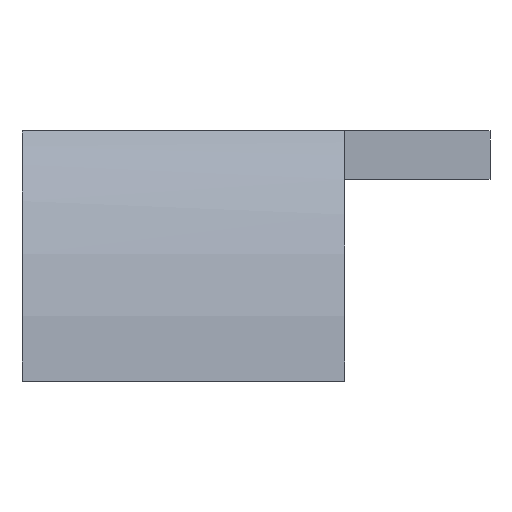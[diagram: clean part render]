
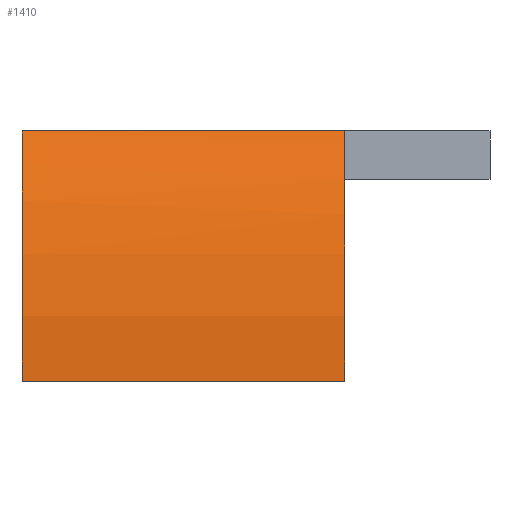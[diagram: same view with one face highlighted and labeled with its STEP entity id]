
A CAD part, left-side view. The second image highlights one B-rep face of the part: STEP entity #1410.
In plain terms, the highlighted face is a extrusion surface.
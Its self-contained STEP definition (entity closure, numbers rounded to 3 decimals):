
#195 = VERTEX_POINT('',#196);
#196 = CARTESIAN_POINT('',(-6.999,9.,5.));
#210 = PLANE('',#211);
#211 = AXIS2_PLACEMENT_3D('',#212,#213,#214);
#212 = CARTESIAN_POINT('',(0.,9.,1.312));
#213 = DIRECTION('',(0.,1.,0.));
#214 = DIRECTION('',(0.,0.,1.));
#238 = PLANE('',#239);
#239 = AXIS2_PLACEMENT_3D('',#240,#241,#242);
#240 = CARTESIAN_POINT('',(13.,9.,5.));
#241 = DIRECTION('',(0.,-1.,0.));
#242 = DIRECTION('',(-1.,0.,0.));
#482 = VERTEX_POINT('',#483);
#483 = CARTESIAN_POINT('',(-4.642,9.,8.));
#497 = PLANE('',#498);
#498 = AXIS2_PLACEMENT_3D('',#499,#500,#501);
#499 = CARTESIAN_POINT('',(4.642,9.,8.));
#500 = DIRECTION('',(0.,0.,1.));
#501 = DIRECTION('',(-1.,0.,0.));
#652 = PLANE('',#653);
#653 = AXIS2_PLACEMENT_3D('',#654,#655,#656);
#654 = CARTESIAN_POINT('',(0.,29.,1.312));
#655 = DIRECTION('',(0.,1.,0.));
#656 = DIRECTION('',(0.,0.,1.));
#861 = VERTEX_POINT('',#862);
#862 = CARTESIAN_POINT('',(-10.,9.,-7.5));
#876 = PLANE('',#877);
#877 = AXIS2_PLACEMENT_3D('',#878,#879,#880);
#878 = CARTESIAN_POINT('',(-9.,9.,-7.5));
#879 = DIRECTION('',(0.,0.,1.));
#880 = DIRECTION('',(-1.,0.,0.));
#888 = EDGE_CURVE('',#861,#195,#889,.T.);
#889 = SURFACE_CURVE('',#890,(#895,#902),.PCURVE_S1.);
#890 = ELLIPSE('',#891,17.5,10.);
#891 = AXIS2_PLACEMENT_3D('',#892,#893,#894);
#892 = CARTESIAN_POINT('',(0.,9.,-7.5));
#893 = DIRECTION('',(0.,1.,0.));
#894 = DIRECTION('',(0.,0.,1.));
#895 = PCURVE('',#210,#896);
#896 = DEFINITIONAL_REPRESENTATION('',(#897),#901);
#897 = ELLIPSE('',#898,17.5,10.);
#898 = AXIS2_PLACEMENT_2D('',#899,#900);
#899 = CARTESIAN_POINT('',(-8.812,0.));
#900 = DIRECTION('',(1.,0.));
#901 = ( GEOMETRIC_REPRESENTATION_CONTEXT(2) 
PARAMETRIC_REPRESENTATION_CONTEXT() REPRESENTATION_CONTEXT('2D SPACE',''
  ) );
#902 = PCURVE('',#903,#911);
#903 = SURFACE_OF_LINEAR_EXTRUSION('',#904,#909);
#904 = ELLIPSE('',#905,17.5,10.);
#905 = AXIS2_PLACEMENT_3D('',#906,#907,#908);
#906 = CARTESIAN_POINT('',(0.,9.,-7.5));
#907 = DIRECTION('',(0.,1.,0.));
#908 = DIRECTION('',(0.,0.,1.));
#909 = VECTOR('',#910,1.);
#910 = DIRECTION('',(0.,-1.,0.));
#911 = DEFINITIONAL_REPRESENTATION('',(#912),#916);
#912 = LINE('',#913,#914);
#913 = CARTESIAN_POINT('',(0.,0.));
#914 = VECTOR('',#915,1.);
#915 = DIRECTION('',(1.,0.));
#916 = ( GEOMETRIC_REPRESENTATION_CONTEXT(2) 
PARAMETRIC_REPRESENTATION_CONTEXT() REPRESENTATION_CONTEXT('2D SPACE',''
  ) );
#921 = EDGE_CURVE('',#195,#482,#922,.T.);
#922 = SURFACE_CURVE('',#923,(#928,#939),.PCURVE_S1.);
#923 = ELLIPSE('',#924,17.5,10.);
#924 = AXIS2_PLACEMENT_3D('',#925,#926,#927);
#925 = CARTESIAN_POINT('',(0.,9.,-7.5));
#926 = DIRECTION('',(0.,1.,0.));
#927 = DIRECTION('',(0.,0.,1.));
#928 = PCURVE('',#238,#929);
#929 = DEFINITIONAL_REPRESENTATION('',(#930),#938);
#930 = ( BOUNDED_CURVE() B_SPLINE_CURVE(2,(#931,#932,#933,#934,#935,#936
,#937),.UNSPECIFIED.,.T.,.F.) B_SPLINE_CURVE_WITH_KNOTS((1,2,2,2,2,1),(
    -2.094,0.,2.094,4.189,6.283,
8.378),.UNSPECIFIED.) CURVE() GEOMETRIC_REPRESENTATION_ITEM() 
RATIONAL_B_SPLINE_CURVE((1.,0.5,1.,0.5,1.,0.5,1.)) REPRESENTATION_ITEM(
  '') );
#931 = CARTESIAN_POINT('',(13.,-5.));
#932 = CARTESIAN_POINT('',(-4.321,-5.));
#933 = CARTESIAN_POINT('',(4.34,21.25));
#934 = CARTESIAN_POINT('',(13.,47.5));
#935 = CARTESIAN_POINT('',(21.66,21.25));
#936 = CARTESIAN_POINT('',(30.321,-5.));
#937 = CARTESIAN_POINT('',(13.,-5.));
#938 = ( GEOMETRIC_REPRESENTATION_CONTEXT(2) 
PARAMETRIC_REPRESENTATION_CONTEXT() REPRESENTATION_CONTEXT('2D SPACE',''
  ) );
#939 = PCURVE('',#903,#940);
#940 = DEFINITIONAL_REPRESENTATION('',(#941),#945);
#941 = LINE('',#942,#943);
#942 = CARTESIAN_POINT('',(0.,0.));
#943 = VECTOR('',#944,1.);
#944 = DIRECTION('',(1.,0.));
#945 = ( GEOMETRIC_REPRESENTATION_CONTEXT(2) 
PARAMETRIC_REPRESENTATION_CONTEXT() REPRESENTATION_CONTEXT('2D SPACE',''
  ) );
#1135 = VERTEX_POINT('',#1136);
#1136 = CARTESIAN_POINT('',(-4.642,29.,8.));
#1157 = EDGE_CURVE('',#482,#1135,#1158,.T.);
#1158 = SURFACE_CURVE('',#1159,(#1163,#1170),.PCURVE_S1.);
#1159 = LINE('',#1160,#1161);
#1160 = CARTESIAN_POINT('',(-4.642,9.,8.));
#1161 = VECTOR('',#1162,1.);
#1162 = DIRECTION('',(0.,1.,0.));
#1163 = PCURVE('',#497,#1164);
#1164 = DEFINITIONAL_REPRESENTATION('',(#1165),#1169);
#1165 = LINE('',#1166,#1167);
#1166 = CARTESIAN_POINT('',(9.285,0.));
#1167 = VECTOR('',#1168,1.);
#1168 = DIRECTION('',(0.,-1.));
#1169 = ( GEOMETRIC_REPRESENTATION_CONTEXT(2) 
PARAMETRIC_REPRESENTATION_CONTEXT() REPRESENTATION_CONTEXT('2D SPACE',''
  ) );
#1170 = PCURVE('',#903,#1171);
#1171 = DEFINITIONAL_REPRESENTATION('',(#1172),#1176);
#1172 = LINE('',#1173,#1174);
#1173 = CARTESIAN_POINT('',(5.8,0.));
#1174 = VECTOR('',#1175,1.);
#1175 = DIRECTION('',(0.,-1.));
#1176 = ( GEOMETRIC_REPRESENTATION_CONTEXT(2) 
PARAMETRIC_REPRESENTATION_CONTEXT() REPRESENTATION_CONTEXT('2D SPACE',''
  ) );
#1329 = EDGE_CURVE('',#1330,#1135,#1332,.T.);
#1330 = VERTEX_POINT('',#1331);
#1331 = CARTESIAN_POINT('',(-10.,29.,-7.5));
#1332 = SURFACE_CURVE('',#1333,(#1338,#1345),.PCURVE_S1.);
#1333 = ELLIPSE('',#1334,17.5,10.);
#1334 = AXIS2_PLACEMENT_3D('',#1335,#1336,#1337);
#1335 = CARTESIAN_POINT('',(0.,29.,-7.5));
#1336 = DIRECTION('',(0.,1.,0.));
#1337 = DIRECTION('',(0.,0.,1.));
#1338 = PCURVE('',#652,#1339);
#1339 = DEFINITIONAL_REPRESENTATION('',(#1340),#1344);
#1340 = ELLIPSE('',#1341,17.5,10.);
#1341 = AXIS2_PLACEMENT_2D('',#1342,#1343);
#1342 = CARTESIAN_POINT('',(-8.812,0.));
#1343 = DIRECTION('',(1.,0.));
#1344 = ( GEOMETRIC_REPRESENTATION_CONTEXT(2) 
PARAMETRIC_REPRESENTATION_CONTEXT() REPRESENTATION_CONTEXT('2D SPACE',''
  ) );
#1345 = PCURVE('',#903,#1346);
#1346 = DEFINITIONAL_REPRESENTATION('',(#1347),#1351);
#1347 = LINE('',#1348,#1349);
#1348 = CARTESIAN_POINT('',(0.,-20.));
#1349 = VECTOR('',#1350,1.);
#1350 = DIRECTION('',(1.,0.));
#1351 = ( GEOMETRIC_REPRESENTATION_CONTEXT(2) 
PARAMETRIC_REPRESENTATION_CONTEXT() REPRESENTATION_CONTEXT('2D SPACE',''
  ) );
#1410 = ADVANCED_FACE('',(#1411),#903,.F.);
#1411 = FACE_BOUND('',#1412,.F.);
#1412 = EDGE_LOOP('',(#1413,#1434,#1435,#1436,#1437));
#1413 = ORIENTED_EDGE('',*,*,#1414,.T.);
#1414 = EDGE_CURVE('',#861,#1330,#1415,.T.);
#1415 = SURFACE_CURVE('',#1416,(#1420,#1427),.PCURVE_S1.);
#1416 = LINE('',#1417,#1418);
#1417 = CARTESIAN_POINT('',(-10.,9.,-7.5));
#1418 = VECTOR('',#1419,1.);
#1419 = DIRECTION('',(0.,1.,0.));
#1420 = PCURVE('',#903,#1421);
#1421 = DEFINITIONAL_REPRESENTATION('',(#1422),#1426);
#1422 = LINE('',#1423,#1424);
#1423 = CARTESIAN_POINT('',(4.712,0.));
#1424 = VECTOR('',#1425,1.);
#1425 = DIRECTION('',(0.,-1.));
#1426 = ( GEOMETRIC_REPRESENTATION_CONTEXT(2) 
PARAMETRIC_REPRESENTATION_CONTEXT() REPRESENTATION_CONTEXT('2D SPACE',''
  ) );
#1427 = PCURVE('',#876,#1428);
#1428 = DEFINITIONAL_REPRESENTATION('',(#1429),#1433);
#1429 = LINE('',#1430,#1431);
#1430 = CARTESIAN_POINT('',(1.,0.));
#1431 = VECTOR('',#1432,1.);
#1432 = DIRECTION('',(0.,-1.));
#1433 = ( GEOMETRIC_REPRESENTATION_CONTEXT(2) 
PARAMETRIC_REPRESENTATION_CONTEXT() REPRESENTATION_CONTEXT('2D SPACE',''
  ) );
#1434 = ORIENTED_EDGE('',*,*,#1329,.T.);
#1435 = ORIENTED_EDGE('',*,*,#1157,.F.);
#1436 = ORIENTED_EDGE('',*,*,#921,.F.);
#1437 = ORIENTED_EDGE('',*,*,#888,.F.);
